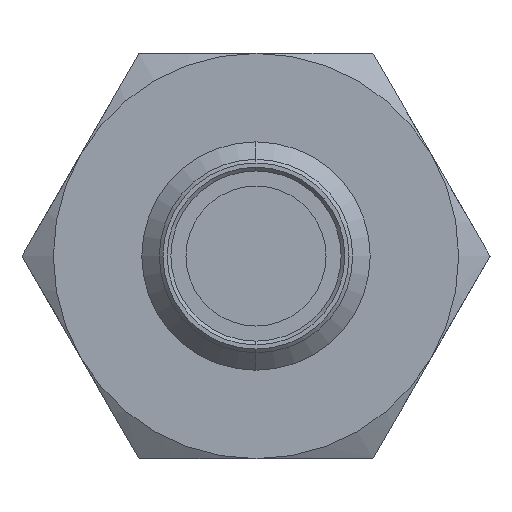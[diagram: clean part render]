
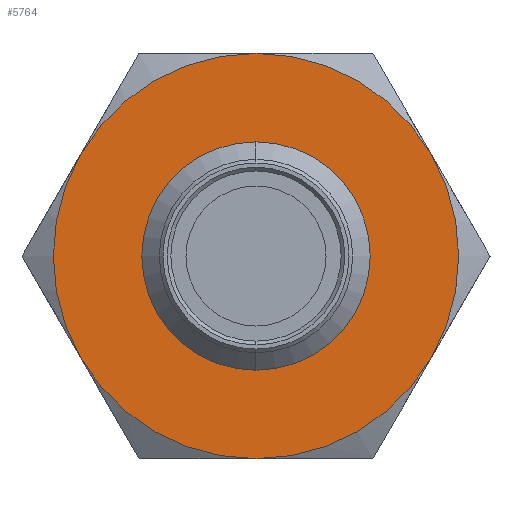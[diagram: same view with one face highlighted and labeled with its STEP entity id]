
A CAD part, left-side view. The second image highlights one B-rep face of the part: STEP entity #5764.
In plain terms, the highlighted planar face has unit normal (-1, 0, 0).
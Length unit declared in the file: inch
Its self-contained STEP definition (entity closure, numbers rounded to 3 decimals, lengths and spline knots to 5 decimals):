
#16 = DIRECTION ( 'NONE',  ( 1., 0., 0. ) ) ;
#280 = EDGE_CURVE ( 'NONE', #6523, #7280, #4096, .T. ) ;
#293 = CIRCLE ( 'NONE', #545, 0.21654 ) ;
#334 = CARTESIAN_POINT ( 'NONE',  ( 0.23228, 0., 0. ) ) ;
#520 = EDGE_CURVE ( 'NONE', #4166, #2343, #2885, .T. ) ;
#522 = DIRECTION ( 'NONE',  ( 1., 0., 0. ) ) ;
#545 = AXIS2_PLACEMENT_3D ( 'NONE', #1833, #5013, #5308 ) ;
#581 = AXIS2_PLACEMENT_3D ( 'NONE', #4944, #3656, #4329 ) ;
#654 = CARTESIAN_POINT ( 'NONE',  ( 0.23228, 0., -0.21654 ) ) ;
#728 = DIRECTION ( 'NONE',  ( 1., 0., 0. ) ) ;
#745 = EDGE_CURVE ( 'NONE', #5065, #2671, #6752, .T. ) ;
#887 = DIRECTION ( 'NONE',  ( 0., 0., -1. ) ) ;
#891 = EDGE_CURVE ( 'NONE', #2671, #3817, #6309, .T. ) ;
#897 = ORIENTED_EDGE ( 'NONE', *, *, #891, .F. ) ;
#973 = ORIENTED_EDGE ( 'NONE', *, *, #520, .F. ) ;
#1004 = DIRECTION ( 'NONE',  ( 1., 0., 0. ) ) ;
#1162 = DIRECTION ( 'NONE',  ( 1., 0., 0. ) ) ;
#1277 = VERTEX_POINT ( 'NONE', #2824 ) ;
#1560 = CARTESIAN_POINT ( 'NONE',  ( 0.23228, 0., 0.10335 ) ) ;
#1688 = CARTESIAN_POINT ( 'NONE',  ( 0.23228, 0.18753, 0.10827 ) ) ;
#1782 = FACE_OUTER_BOUND ( 'NONE', #4707, .T. ) ;
#1784 = EDGE_CURVE ( 'NONE', #1277, #5065, #293, .T. ) ;
#1794 = CARTESIAN_POINT ( 'NONE',  ( 0.23228, 0., 0. ) ) ;
#1825 = DIRECTION ( 'NONE',  ( -1., 0., 0. ) ) ;
#1833 = CARTESIAN_POINT ( 'NONE',  ( 0.23228, 0., 0. ) ) ;
#1912 = AXIS2_PLACEMENT_3D ( 'NONE', #2477, #522, #5616 ) ;
#1921 = CARTESIAN_POINT ( 'NONE',  ( 0.23228, 0., 0. ) ) ;
#1960 = ORIENTED_EDGE ( 'NONE', *, *, #280, .F. ) ;
#2343 = VERTEX_POINT ( 'NONE', #7658 ) ;
#2477 = CARTESIAN_POINT ( 'NONE',  ( 0.23228, 0., 0. ) ) ;
#2480 = AXIS2_PLACEMENT_3D ( 'NONE', #5003, #1825, #4916 ) ;
#2505 = DIRECTION ( 'NONE',  ( 0., 0., -1. ) ) ;
#2671 = VERTEX_POINT ( 'NONE', #7797 ) ;
#2824 = CARTESIAN_POINT ( 'NONE',  ( 0.23228, 0., 0.21654 ) ) ;
#2885 = CIRCLE ( 'NONE', #2480, 0.10335 ) ;
#2897 = ORIENTED_EDGE ( 'NONE', *, *, #6100, .F. ) ;
#3082 = DIRECTION ( 'NONE',  ( 0., 0., -1. ) ) ;
#3157 = AXIS2_PLACEMENT_3D ( 'NONE', #334, #4095, #887 ) ;
#3544 = DIRECTION ( 'NONE',  ( 0., 0., -1. ) ) ;
#3571 = AXIS2_PLACEMENT_3D ( 'NONE', #4339, #1162, #3082 ) ;
#3581 = CARTESIAN_POINT ( 'NONE',  ( 0.23228, 0., 0. ) ) ;
#3656 = DIRECTION ( 'NONE',  ( -1., 0., 0. ) ) ;
#3817 = VERTEX_POINT ( 'NONE', #654 ) ;
#3848 = CIRCLE ( 'NONE', #4651, 0.21654 ) ;
#3953 = EDGE_CURVE ( 'NONE', #3817, #6523, #4462, .T. ) ;
#4028 = EDGE_LOOP ( 'NONE', ( #2897, #973 ) ) ;
#4095 = DIRECTION ( 'NONE',  ( 1., 0., 0. ) ) ;
#4096 = CIRCLE ( 'NONE', #6876, 0.21654 ) ;
#4166 = VERTEX_POINT ( 'NONE', #1560 ) ;
#4181 = ORIENTED_EDGE ( 'NONE', *, *, #5572, .F. ) ;
#4280 = ORIENTED_EDGE ( 'NONE', *, *, #1784, .F. ) ;
#4329 = DIRECTION ( 'NONE',  ( 0., 0., -1. ) ) ;
#4339 = CARTESIAN_POINT ( 'NONE',  ( 0.23228, 0., 0. ) ) ;
#4462 = CIRCLE ( 'NONE', #1912, 0.21654 ) ;
#4651 = AXIS2_PLACEMENT_3D ( 'NONE', #3581, #1004, #3544 ) ;
#4707 = EDGE_LOOP ( 'NONE', ( #4181, #1960, #7762, #897, #6914, #4280 ) ) ;
#4916 = DIRECTION ( 'NONE',  ( 0., 0., -1. ) ) ;
#4944 = CARTESIAN_POINT ( 'NONE',  ( 0.23228, 0., 0. ) ) ;
#5003 = CARTESIAN_POINT ( 'NONE',  ( 0.23228, 0., 0. ) ) ;
#5013 = DIRECTION ( 'NONE',  ( 1., 0., 0. ) ) ;
#5045 = PLANE ( 'NONE',  #3571 ) ;
#5065 = VERTEX_POINT ( 'NONE', #5960 ) ;
#5308 = DIRECTION ( 'NONE',  ( 0., 0., -1. ) ) ;
#5572 = EDGE_CURVE ( 'NONE', #7280, #1277, #3848, .T. ) ;
#5616 = DIRECTION ( 'NONE',  ( 0., 0., -1. ) ) ;
#5640 = AXIS2_PLACEMENT_3D ( 'NONE', #1794, #16, #2505 ) ;
#5652 = CARTESIAN_POINT ( 'NONE',  ( 0.23228, 0.18753, -0.10827 ) ) ;
#5764 = ADVANCED_FACE ( 'NONE', ( #8209, #1782 ), #5045, .F. ) ;
#5960 = CARTESIAN_POINT ( 'NONE',  ( 0.23228, -0.18753, 0.10827 ) ) ;
#6100 = EDGE_CURVE ( 'NONE', #2343, #4166, #6712, .T. ) ;
#6309 = CIRCLE ( 'NONE', #5640, 0.21654 ) ;
#6523 = VERTEX_POINT ( 'NONE', #5652 ) ;
#6712 = CIRCLE ( 'NONE', #581, 0.10335 ) ;
#6752 = CIRCLE ( 'NONE', #3157, 0.21654 ) ;
#6876 = AXIS2_PLACEMENT_3D ( 'NONE', #1921, #728, #7102 ) ;
#6914 = ORIENTED_EDGE ( 'NONE', *, *, #745, .F. ) ;
#7102 = DIRECTION ( 'NONE',  ( 0., 0., -1. ) ) ;
#7280 = VERTEX_POINT ( 'NONE', #1688 ) ;
#7658 = CARTESIAN_POINT ( 'NONE',  ( 0.23228, 0., -0.10335 ) ) ;
#7762 = ORIENTED_EDGE ( 'NONE', *, *, #3953, .F. ) ;
#7797 = CARTESIAN_POINT ( 'NONE',  ( 0.23228, -0.18753, -0.10827 ) ) ;
#8209 = FACE_BOUND ( 'NONE', #4028, .T. ) ;
